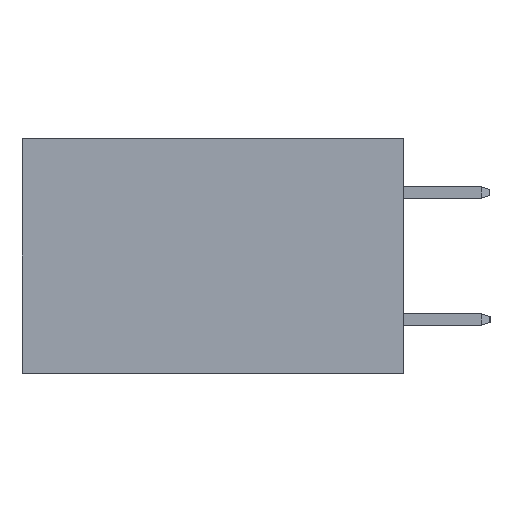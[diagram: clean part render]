
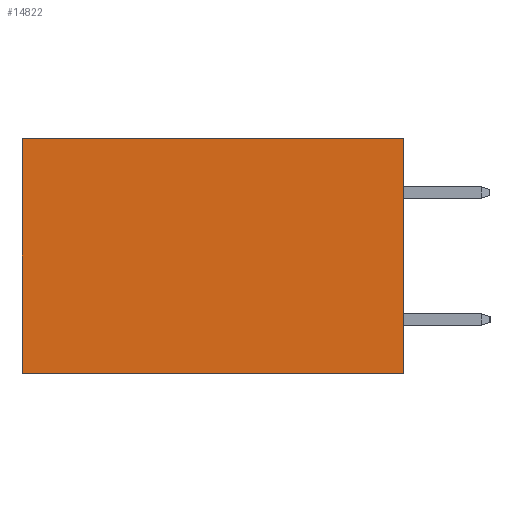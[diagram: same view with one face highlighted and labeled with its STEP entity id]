
A CAD part, left-side view. The second image highlights one B-rep face of the part: STEP entity #14822.
In plain terms, the highlighted planar face has unit normal (-1, 0, 0).
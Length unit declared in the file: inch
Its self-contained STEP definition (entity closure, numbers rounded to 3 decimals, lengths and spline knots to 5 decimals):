
#574 = DIRECTION ( 'NONE',  ( 1., 0., 0. ) ) ;
#1102 = VERTEX_POINT ( 'NONE', #3411 ) ;
#1145 = ORIENTED_EDGE ( 'NONE', *, *, #14201, .F. ) ;
#1243 = VERTEX_POINT ( 'NONE', #10108 ) ;
#1994 = LINE ( 'NONE', #8813, #8289 ) ;
#2388 = VECTOR ( 'NONE', #15841, 39.37008 ) ;
#2766 = CARTESIAN_POINT ( 'NONE',  ( 0.2875, 0., 0. ) ) ;
#3411 = CARTESIAN_POINT ( 'NONE',  ( 0.2875, 0.6, 0. ) ) ;
#3625 = EDGE_LOOP ( 'NONE', ( #11916, #6485, #1145, #17801 ) ) ;
#4193 = VERTEX_POINT ( 'NONE', #2766 ) ;
#5336 = CARTESIAN_POINT ( 'NONE',  ( 0.2875, 0.6, -0.37 ) ) ;
#5415 = LINE ( 'NONE', #9822, #11069 ) ;
#6485 = ORIENTED_EDGE ( 'NONE', *, *, #14117, .F. ) ;
#6703 = DIRECTION ( 'NONE',  ( 0., 0., -1. ) ) ;
#6926 = DIRECTION ( 'NONE',  ( 0., 1., 0. ) ) ;
#7280 = CARTESIAN_POINT ( 'NONE',  ( 0.2875, 0.6, 0. ) ) ;
#7381 = LINE ( 'NONE', #7280, #15793 ) ;
#8289 = VECTOR ( 'NONE', #11822, 39.37008 ) ;
#8813 = CARTESIAN_POINT ( 'NONE',  ( 0.2875, 0., 0. ) ) ;
#9253 = VERTEX_POINT ( 'NONE', #5336 ) ;
#9822 = CARTESIAN_POINT ( 'NONE',  ( 0.2875, 0., -0.37 ) ) ;
#9927 = EDGE_CURVE ( 'NONE', #4193, #1102, #1994, .T. ) ;
#10108 = CARTESIAN_POINT ( 'NONE',  ( 0.2875, 0., -0.37 ) ) ;
#11069 = VECTOR ( 'NONE', #6926, 39.37008 ) ;
#11293 = CARTESIAN_POINT ( 'NONE',  ( 0.2875, 0., 0. ) ) ;
#11822 = DIRECTION ( 'NONE',  ( 0., 1., 0. ) ) ;
#11916 = ORIENTED_EDGE ( 'NONE', *, *, #18716, .T. ) ;
#12191 = DIRECTION ( 'NONE',  ( 0., 0., -1. ) ) ;
#13305 = AXIS2_PLACEMENT_3D ( 'NONE', #11293, #574, #6703 ) ;
#14117 = EDGE_CURVE ( 'NONE', #1243, #9253, #5415, .T. ) ;
#14201 = EDGE_CURVE ( 'NONE', #4193, #1243, #18818, .T. ) ;
#14322 = PLANE ( 'NONE',  #13305 ) ;
#14822 = ADVANCED_FACE ( 'NONE', ( #19092 ), #14322, .F. ) ;
#15793 = VECTOR ( 'NONE', #12191, 39.37008 ) ;
#15841 = DIRECTION ( 'NONE',  ( 0., 0., -1. ) ) ;
#17801 = ORIENTED_EDGE ( 'NONE', *, *, #9927, .T. ) ;
#18716 = EDGE_CURVE ( 'NONE', #1102, #9253, #7381, .T. ) ;
#18818 = LINE ( 'NONE', #19019, #2388 ) ;
#19019 = CARTESIAN_POINT ( 'NONE',  ( 0.2875, 0., 0. ) ) ;
#19092 = FACE_OUTER_BOUND ( 'NONE', #3625, .T. ) ;
